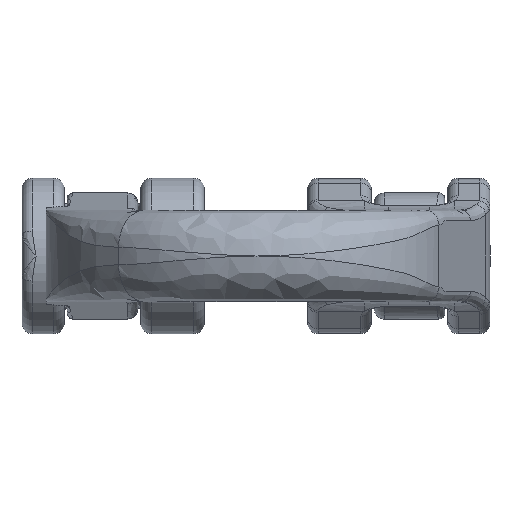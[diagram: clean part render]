
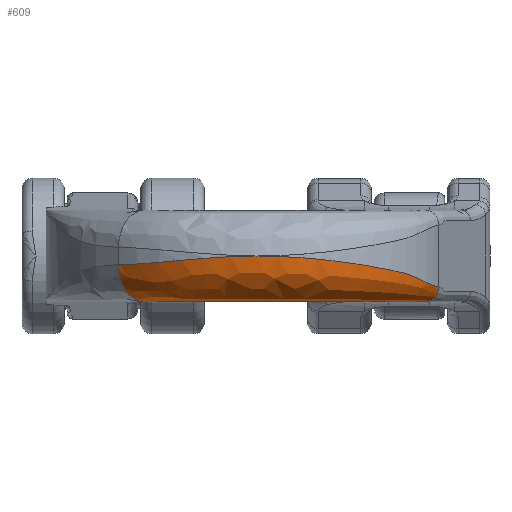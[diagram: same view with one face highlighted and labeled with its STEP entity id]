
A CAD part, front view. The second image highlights one B-rep face of the part: STEP entity #609.
In plain terms, the highlighted free-form (B-spline) face has degree [2, 3] with [3, 14] control points.
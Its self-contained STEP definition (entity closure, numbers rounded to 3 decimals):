
#144=(
BOUNDED_SURFACE()
B_SPLINE_SURFACE(2,3,((#7858,#7859,#7860,#7861,#7862,#7863,#7864,#7865,
#7866,#7867,#7868,#7869,#7870,#7871),(#7872,#7873,#7874,#7875,#7876,#7877,
#7878,#7879,#7880,#7881,#7882,#7883,#7884,#7885),(#7886,#7887,#7888,#7889,
#7890,#7891,#7892,#7893,#7894,#7895,#7896,#7897,#7898,#7899)),
 .UNSPECIFIED.,.F.,.F.,.F.)
B_SPLINE_SURFACE_WITH_KNOTS((3,3),(4,2,2,2,2,2,4),(0.,1.),(0.,0.25,0.375,
0.5,0.75,0.875,1.),.UNSPECIFIED.)
GEOMETRIC_REPRESENTATION_ITEM()
RATIONAL_B_SPLINE_SURFACE(((1.,1.,1.,1.,1.,1.,1.,1.,1.,1.,1.,1.,1.,1.),
(0.707,0.707,0.707,0.707,
0.707,0.707,0.707,0.707,
0.707,0.707,0.707,0.707,
0.707,0.707),(1.,1.,1.,1.,1.,1.,1.,1.,1.,1.,1.,
1.,1.,1.)))
REPRESENTATION_ITEM('')
SURFACE()
);
#609=ADVANCED_FACE('',(#958),#144,.F.);
#958=FACE_OUTER_BOUND('',#1222,.T.);
#1222=EDGE_LOOP('',(#2330,#2331,#2332,#2333,#2334,#2335,#2336));
#1641=(
BOUNDED_CURVE()
B_SPLINE_CURVE(3,(#5271,#5272,#5273,#5274,#5275,#5276,#5277,#5278,#5279,
#5280),.UNSPECIFIED.,.F.,.F.)
B_SPLINE_CURVE_WITH_KNOTS((4,2,2,2,4),(0.,0.207,0.415,
0.829,1.),.UNSPECIFIED.)
CURVE()
GEOMETRIC_REPRESENTATION_ITEM()
RATIONAL_B_SPLINE_CURVE((1.,1.,1.,1.,1.,1.,1.,1.,1.,1.))
REPRESENTATION_ITEM('')
);
#1642=(
BOUNDED_CURVE()
B_SPLINE_CURVE(3,(#5287,#5288,#5289,#5290,#5291,#5292,#5293,#5294),
 .UNSPECIFIED.,.F.,.F.)
B_SPLINE_CURVE_WITH_KNOTS((4,2,2,4),(0.,0.034,0.356,
1.),.UNSPECIFIED.)
CURVE()
GEOMETRIC_REPRESENTATION_ITEM()
RATIONAL_B_SPLINE_CURVE((1.,1.,1.,1.,1.,1.,1.,1.))
REPRESENTATION_ITEM('')
);
#1679=(
BOUNDED_CURVE()
B_SPLINE_CURVE(3,(#6958,#6959,#6960,#6961),.UNSPECIFIED.,.F.,.F.)
B_SPLINE_CURVE_WITH_KNOTS((4,4),(0.,1.),.UNSPECIFIED.)
CURVE()
GEOMETRIC_REPRESENTATION_ITEM()
RATIONAL_B_SPLINE_CURVE((1.,1.,1.,1.))
REPRESENTATION_ITEM('')
);
#1680=(
BOUNDED_CURVE()
B_SPLINE_CURVE(3,(#6963,#6964,#6965,#6966),.UNSPECIFIED.,.F.,.F.)
B_SPLINE_CURVE_WITH_KNOTS((4,4),(0.,1.),.UNSPECIFIED.)
CURVE()
GEOMETRIC_REPRESENTATION_ITEM()
RATIONAL_B_SPLINE_CURVE((1.,1.,1.,1.))
REPRESENTATION_ITEM('')
);
#1683=(
BOUNDED_CURVE()
B_SPLINE_CURVE(3,(#7091,#7092,#7093,#7094,#7095,#7096,#7097,#7098,#7099,
#7100,#7101,#7102,#7103,#7104),.UNSPECIFIED.,.F.,.F.)
B_SPLINE_CURVE_WITH_KNOTS((4,2,2,2,2,2,4),(0.,0.25,0.375,0.5,0.75,0.875,
1.),.UNSPECIFIED.)
CURVE()
GEOMETRIC_REPRESENTATION_ITEM()
RATIONAL_B_SPLINE_CURVE((1.,1.,1.,1.,1.,1.,1.,1.,1.,1.,1.,1.,1.,1.))
REPRESENTATION_ITEM('')
);
#1705=(
BOUNDED_CURVE()
B_SPLINE_CURVE(2,(#7803,#7804,#7805),.UNSPECIFIED.,.F.,.F.)
B_SPLINE_CURVE_WITH_KNOTS((3,3),(0.,1.),.UNSPECIFIED.)
CURVE()
GEOMETRIC_REPRESENTATION_ITEM()
RATIONAL_B_SPLINE_CURVE((1.,0.707,1.))
REPRESENTATION_ITEM('')
);
#1706=(
BOUNDED_CURVE()
B_SPLINE_CURVE(2,(#7855,#7856,#7857),.UNSPECIFIED.,.F.,.F.)
B_SPLINE_CURVE_WITH_KNOTS((3,3),(0.,1.),.UNSPECIFIED.)
CURVE()
GEOMETRIC_REPRESENTATION_ITEM()
RATIONAL_B_SPLINE_CURVE((1.,0.707,1.))
REPRESENTATION_ITEM('')
);
#2330=ORIENTED_EDGE('',*,*,#3530,.F.);
#2331=ORIENTED_EDGE('',*,*,#3323,.T.);
#2332=ORIENTED_EDGE('',*,*,#3609,.F.);
#2333=ORIENTED_EDGE('',*,*,#3543,.T.);
#2334=ORIENTED_EDGE('',*,*,#3611,.T.);
#2335=ORIENTED_EDGE('',*,*,#3320,.T.);
#2336=ORIENTED_EDGE('',*,*,#3531,.F.);
#2970=VERTEX_POINT('',#5270);
#2971=VERTEX_POINT('',#5281);
#2973=VERTEX_POINT('',#5286);
#2974=VERTEX_POINT('',#5295);
#3108=VERTEX_POINT('',#6962);
#3113=VERTEX_POINT('',#7105);
#3114=VERTEX_POINT('',#7106);
#3320=EDGE_CURVE('',#2971,#2970,#1641,.T.);
#3323=EDGE_CURVE('',#2974,#2973,#1642,.T.);
#3530=EDGE_CURVE('',#2974,#3108,#1679,.T.);
#3531=EDGE_CURVE('',#3108,#2970,#1680,.T.);
#3543=EDGE_CURVE('',#3113,#3114,#1683,.T.);
#3609=EDGE_CURVE('',#3113,#2973,#1705,.T.);
#3611=EDGE_CURVE('',#3114,#2971,#1706,.T.);
#5270=CARTESIAN_POINT('',(0.32,-15.998,0.));
#5271=CARTESIAN_POINT('',(25.836,2.079,-4.353));
#5272=CARTESIAN_POINT('',(25.049,-0.08,-4.353));
#5273=CARTESIAN_POINT('',(23.989,-2.14,-3.6));
#5274=CARTESIAN_POINT('',(21.392,-5.933,-2.429));
#5275=CARTESIAN_POINT('',(19.854,-7.666,-2.159));
#5276=CARTESIAN_POINT('',(14.669,-12.211,-1.13));
#5277=CARTESIAN_POINT('',(10.44,-14.353,-0.518));
#5278=CARTESIAN_POINT('',(4.104,-15.758,-0.084));
#5279=CARTESIAN_POINT('',(2.213,-15.976,-0.006));
#5280=CARTESIAN_POINT('',(0.32,-15.998,0.));
#5281=CARTESIAN_POINT('',(25.836,2.079,-4.353));
#5286=CARTESIAN_POINT('',(-19.433,-7.958,-1.216));
#5287=CARTESIAN_POINT('',(-0.161,-15.999,0.));
#5288=CARTESIAN_POINT('',(-0.406,-15.998,-0.001));
#5289=CARTESIAN_POINT('',(-0.65,-15.993,-0.003));
#5290=CARTESIAN_POINT('',(-3.192,-15.911,-0.037));
#5291=CARTESIAN_POINT('',(-5.48,-15.546,-0.182));
#5292=CARTESIAN_POINT('',(-12.101,-13.619,-0.719));
#5293=CARTESIAN_POINT('',(-16.179,-11.208,-1.216));
#5294=CARTESIAN_POINT('',(-19.433,-7.958,-1.216));
#5295=CARTESIAN_POINT('',(-0.161,-16.,0.));
#6958=CARTESIAN_POINT('',(-0.161,-15.999,0.));
#6959=CARTESIAN_POINT('',(-0.081,-16.,0.));
#6960=CARTESIAN_POINT('',(-0.001,-16.,0.));
#6961=CARTESIAN_POINT('',(0.079,-16.,0.));
#6962=CARTESIAN_POINT('',(0.079,-16.,0.));
#6963=CARTESIAN_POINT('',(0.079,-16.,0.));
#6964=CARTESIAN_POINT('',(0.159,-16.,0.));
#6965=CARTESIAN_POINT('',(0.239,-15.999,0.));
#6966=CARTESIAN_POINT('',(0.32,-15.998,0.));
#7091=CARTESIAN_POINT('',(-15.699,-4.219,-6.5));
#7092=CARTESIAN_POINT('',(-13.04,-6.874,-6.5));
#7093=CARTESIAN_POINT('',(-9.499,-8.355,-6.5));
#7094=CARTESIAN_POINT('',(-4.207,-9.336,-6.5));
#7095=CARTESIAN_POINT('',(-2.44,-9.469,-6.5));
#7096=CARTESIAN_POINT('',(1.072,-9.521,-6.5));
#7097=CARTESIAN_POINT('',(2.827,-9.441,-6.5));
#7098=CARTESIAN_POINT('',(8.119,-8.741,-6.5));
#7099=CARTESIAN_POINT('',(11.718,-7.656,-6.5));
#7100=CARTESIAN_POINT('',(16.699,-4.659,-6.5));
#7101=CARTESIAN_POINT('',(18.197,-3.393,-6.5));
#7102=CARTESIAN_POINT('',(21.431,-0.742,-6.5));
#7103=CARTESIAN_POINT('',(23.083,0.796,-6.5));
#7104=CARTESIAN_POINT('',(23.819,2.815,-6.5));
#7105=CARTESIAN_POINT('',(-15.699,-4.219,-6.5));
#7106=CARTESIAN_POINT('',(23.819,2.815,-6.5));
#7803=CARTESIAN_POINT('',(-15.699,-4.219,-6.5));
#7804=CARTESIAN_POINT('',(-19.433,-7.958,-6.5));
#7805=CARTESIAN_POINT('',(-19.433,-7.958,-1.216));
#7855=CARTESIAN_POINT('',(23.819,2.815,-6.5));
#7856=CARTESIAN_POINT('',(25.836,2.079,-6.5));
#7857=CARTESIAN_POINT('',(25.836,2.079,-4.353));
#7858=CARTESIAN_POINT('',(-15.699,-4.219,-6.5));
#7859=CARTESIAN_POINT('',(-13.04,-6.874,-6.5));
#7860=CARTESIAN_POINT('',(-9.499,-8.355,-6.5));
#7861=CARTESIAN_POINT('',(-4.207,-9.336,-6.5));
#7862=CARTESIAN_POINT('',(-2.44,-9.469,-6.5));
#7863=CARTESIAN_POINT('',(1.072,-9.521,-6.5));
#7864=CARTESIAN_POINT('',(2.827,-9.441,-6.5));
#7865=CARTESIAN_POINT('',(8.119,-8.741,-6.5));
#7866=CARTESIAN_POINT('',(11.718,-7.656,-6.5));
#7867=CARTESIAN_POINT('',(16.699,-4.659,-6.5));
#7868=CARTESIAN_POINT('',(18.197,-3.393,-6.5));
#7869=CARTESIAN_POINT('',(21.431,-0.742,-6.5));
#7870=CARTESIAN_POINT('',(23.083,0.796,-6.5));
#7871=CARTESIAN_POINT('',(23.819,2.815,-6.5));
#7872=CARTESIAN_POINT('',(-19.433,-7.958,-6.5));
#7873=CARTESIAN_POINT('',(-16.179,-11.208,-6.5));
#7874=CARTESIAN_POINT('',(-12.101,-13.619,-6.5));
#7875=CARTESIAN_POINT('',(-5.48,-15.546,-6.5));
#7876=CARTESIAN_POINT('',(-3.192,-15.911,-6.5));
#7877=CARTESIAN_POINT('',(1.402,-16.06,-6.5));
#7878=CARTESIAN_POINT('',(3.709,-15.846,-6.5));
#7879=CARTESIAN_POINT('',(10.44,-14.353,-6.5));
#7880=CARTESIAN_POINT('',(14.669,-12.211,-6.5));
#7881=CARTESIAN_POINT('',(19.854,-7.666,-6.5));
#7882=CARTESIAN_POINT('',(21.392,-5.933,-6.5));
#7883=CARTESIAN_POINT('',(23.989,-2.14,-6.5));
#7884=CARTESIAN_POINT('',(25.049,-0.08,-6.5));
#7885=CARTESIAN_POINT('',(25.836,2.079,-6.5));
#7886=CARTESIAN_POINT('',(-19.433,-7.958,-1.216));
#7887=CARTESIAN_POINT('',(-16.179,-11.208,-1.216));
#7888=CARTESIAN_POINT('',(-12.101,-13.619,-0.719));
#7889=CARTESIAN_POINT('',(-5.48,-15.546,-0.182));
#7890=CARTESIAN_POINT('',(-3.192,-15.911,-0.037));
#7891=CARTESIAN_POINT('',(1.402,-16.06,0.025));
#7892=CARTESIAN_POINT('',(3.709,-15.846,-0.056));
#7893=CARTESIAN_POINT('',(10.44,-14.353,-0.518));
#7894=CARTESIAN_POINT('',(14.669,-12.211,-1.13));
#7895=CARTESIAN_POINT('',(19.854,-7.666,-2.159));
#7896=CARTESIAN_POINT('',(21.392,-5.933,-2.429));
#7897=CARTESIAN_POINT('',(23.989,-2.14,-3.6));
#7898=CARTESIAN_POINT('',(25.049,-0.08,-4.353));
#7899=CARTESIAN_POINT('',(25.836,2.079,-4.353));
